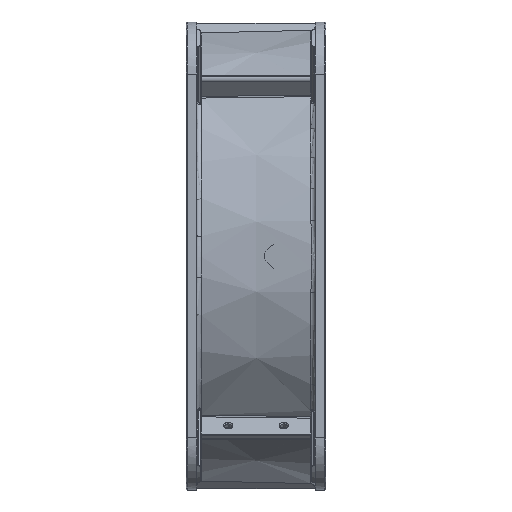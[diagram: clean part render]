
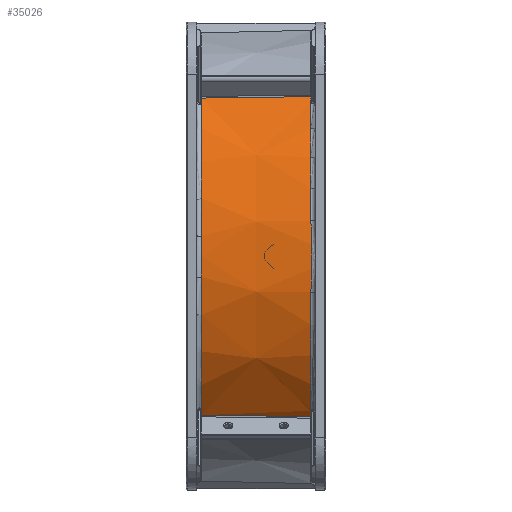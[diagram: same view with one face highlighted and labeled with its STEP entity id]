
A CAD part, left-side view. The second image highlights one B-rep face of the part: STEP entity #35026.
In plain terms, the highlighted conical face has half-angle 1 degrees and reference radius 99.64 mm.
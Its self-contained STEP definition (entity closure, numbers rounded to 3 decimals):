
#1951=CARTESIAN_POINT('',(0.245,-42.835,
-0.255));
#1952=DIRECTION('',(0.,-1.,0.));
#1953=DIRECTION('',(-0.746,0.,0.666));
#1954=AXIS2_PLACEMENT_3D('',#1951,#1952,#1953);
#1956=CARTESIAN_POINT('',(-74.285,-42.835,
66.367));
#2004=CARTESIAN_POINT('',(-74.547,-42.835,
-66.644));
#2006=CARTESIAN_POINT('',(0.408,-42.835,
-0.253));
#2007=DIRECTION('',(0.,-1.,0.));
#2008=DIRECTION('',(-0.988,0.,-0.155));
#2009=AXIS2_PLACEMENT_3D('',#2006,#2007,#2008);
#10967=CARTESIAN_POINT('',(0.4,4.465,
-0.257));
#10968=DIRECTION('',(0.,1.,0.));
#10969=DIRECTION('',(-0.724,0.,-0.689));
#10970=AXIS2_PLACEMENT_3D('',#10967,#10968,#10969);
#11030=CARTESIAN_POINT('',(0.247,4.465,
-0.257));
#11031=DIRECTION('',(0.,1.,0.));
#11032=DIRECTION('',(-0.996,0.,0.089));
#11033=AXIS2_PLACEMENT_3D('',#11030,#11031,#11032);
#11410=DIRECTION('',(0.012,1.,0.012));
#11411=VECTOR('',#11410,47.281);
#11412=CARTESIAN_POINT('',(-72.107,-42.809,
-69.296));
#11413=LINE('',#11412,#11411);
#11414=CARTESIAN_POINT('',(-98.502,4.465,
8.547));
#11415=CARTESIAN_POINT('',(-98.633,4.465,
7.08));
#11416=CARTESIAN_POINT('',(-98.831,4.49,
4.141));
#11417=CARTESIAN_POINT('',(-98.928,4.513,
-0.284));
#11418=CARTESIAN_POINT('',(-98.829,4.49,
-4.693));
#11419=CARTESIAN_POINT('',(-98.634,4.465,
-7.624));
#11420=CARTESIAN_POINT('',(-98.503,4.465,
-9.088));
#11422=DIRECTION('',(-0.012,-1.,0.013));
#11423=VECTOR('',#11422,47.281);
#11424=CARTESIAN_POINT('',(-71.497,4.465,
68.17));
#11425=LINE('',#11424,#11423);
#11426=CARTESIAN_POINT('',(0.329,-42.809,
-0.284));
#11427=DIRECTION('',(0.,-1.,0.));
#11428=DIRECTION('',(-0.724,0.,0.69));
#11429=AXIS2_PLACEMENT_3D('',#11426,#11427,#11428);
#11431=CARTESIAN_POINT('',(-74.135,-42.809,
66.537));
#11432=CARTESIAN_POINT('',(-74.162,-42.809,
66.506));
#11433=CARTESIAN_POINT('',(-74.215,-42.814,
66.449));
#11434=CARTESIAN_POINT('',(-74.262,-42.827,
66.393));
#11435=CARTESIAN_POINT('',(-74.285,-42.835,
66.367));
#11437=CARTESIAN_POINT('',(-98.52,-42.835,
-15.735));
#11438=CARTESIAN_POINT('',(-98.62,-42.835,
-15.093));
#11439=CARTESIAN_POINT('',(-98.808,-42.85,
-13.808));
#11440=CARTESIAN_POINT('',(-99.135,-42.924,
-11.233));
#11441=CARTESIAN_POINT('',(-99.451,-43.063,
-8.009));
#11442=CARTESIAN_POINT('',(-99.679,-43.219,
-4.12));
#11443=CARTESIAN_POINT('',(-99.754,-43.282,
-0.233));
#11444=CARTESIAN_POINT('',(-99.677,-43.217,
3.639));
#11445=CARTESIAN_POINT('',(-99.448,-43.062,
7.5));
#11446=CARTESIAN_POINT('',(-99.133,-42.923,
10.709));
#11447=CARTESIAN_POINT('',(-98.807,-42.85,
13.271));
#11448=CARTESIAN_POINT('',(-98.618,-42.835,
14.551));
#11449=CARTESIAN_POINT('',(-98.518,-42.835,
15.19));
#11451=CARTESIAN_POINT('',(-74.547,-42.835,
-66.644));
#11452=CARTESIAN_POINT('',(-74.523,-42.826,
-66.671));
#11453=CARTESIAN_POINT('',(-74.472,-42.813,
-66.725));
#11454=CARTESIAN_POINT('',(-74.421,-42.809,
-66.783));
#11455=CARTESIAN_POINT('',(-74.395,-42.809,
-66.812));
#11457=CARTESIAN_POINT('',(0.329,-42.809,
-0.284));
#11458=DIRECTION('',(0.,-1.,0.));
#11459=DIRECTION('',(-0.747,0.,-0.665));
#11460=AXIS2_PLACEMENT_3D('',#11457,#11458,#11459);
#13911=VERTEX_POINT('',#11437);
#13912=VERTEX_POINT('',#11449);
#13913=VERTEX_POINT('',#11414);
#13914=VERTEX_POINT('',#11420);
#15673=VERTEX_POINT('',#2004);
#15675=VERTEX_POINT('',#11455);
#15742=VERTEX_POINT('',#1956);
#15744=VERTEX_POINT('',#11431);
#15746=CARTESIAN_POINT('',(-72.063,-42.809,
68.776));
#15747=VERTEX_POINT('',#15746);
#15752=CARTESIAN_POINT('',(-71.497,4.465,
68.17));
#15753=VERTEX_POINT('',#15752);
#16487=CARTESIAN_POINT('',(-72.107,-42.809,
-69.296));
#16488=VERTEX_POINT('',#16487);
#16489=CARTESIAN_POINT('',(-71.525,4.465,
-68.714));
#16490=VERTEX_POINT('',#16489);
#35002=CARTESIAN_POINT('',(0.329,-19.379,
-0.284));
#35003=DIRECTION('',(0.,-1.,0.));
#35004=DIRECTION('',(-0.711,0.,-0.704));
#35005=AXIS2_PLACEMENT_3D('',#35002,#35003,#35004);
#35006=CONICAL_SURFACE('',#35005,99.64,1.);
#35008=ORIENTED_EDGE('',*,*,#35007,.T.);
#35009=ORIENTED_EDGE('',*,*,#34241,.T.);
#35010=ORIENTED_EDGE('',*,*,#34306,.F.);
#35011=ORIENTED_EDGE('',*,*,#34330,.T.);
#35013=ORIENTED_EDGE('',*,*,#35012,.T.);
#35015=ORIENTED_EDGE('',*,*,#35014,.T.);
#35016=ORIENTED_EDGE('',*,*,#34993,.T.);
#35017=ORIENTED_EDGE('',*,*,#20353,.T.);
#35018=ORIENTED_EDGE('',*,*,#20457,.F.);
#35019=ORIENTED_EDGE('',*,*,#20474,.T.);
#35021=ORIENTED_EDGE('',*,*,#35020,.T.);
#35023=ORIENTED_EDGE('',*,*,#35022,.T.);
#35024=EDGE_LOOP('',(#35008,#35009,#35010,#35011,#35013,#35015,#35016,#35017,
#35018,#35019,#35021,#35023));
#35025=FACE_OUTER_BOUND('',#35024,.F.);
#1955=CIRCLE('',#1954,99.965);
#2010=CIRCLE('',#2009,100.132);
#10971=CIRCLE('',#10970,99.297);
#11034=CIRCLE('',#11033,99.142);
#11421=B_SPLINE_CURVE_WITH_KNOTS('',3,(#11414,#11415,#11416,#11417,#11418,
#11419,#11420),.UNSPECIFIED.,.F.,.F.,(4,1,1,1,4),(0.,0.25,0.5,0.75,
1.),.UNSPECIFIED.);
#11430=CIRCLE('',#11429,100.049);
#11436=B_SPLINE_CURVE_WITH_KNOTS('',3,(#11431,#11432,#11433,#11434,#11435),
.UNSPECIFIED.,.F.,.F.,(4,1,4),(0.,0.5,1.),.UNSPECIFIED.);
#11450=B_SPLINE_CURVE_WITH_KNOTS('',3,(#11437,#11438,#11439,#11440,#11441,
#11442,#11443,#11444,#11445,#11446,#11447,#11448,#11449),.UNSPECIFIED.,.F.,.F.,(
4,1,1,1,1,1,1,1,1,1,4),(0.,0.063,0.125,0.25,0.375,0.5,0.625,
0.75,0.875,0.938,1.),.UNSPECIFIED.);
#11456=B_SPLINE_CURVE_WITH_KNOTS('',3,(#11451,#11452,#11453,#11454,#11455),
.UNSPECIFIED.,.F.,.F.,(4,1,4),(0.,0.5,1.),.UNSPECIFIED.);
#11461=CIRCLE('',#11460,100.049);
#20353=EDGE_CURVE('',#15742,#13912,#1955,.T.);
#20457=EDGE_CURVE('',#13911,#13912,#11450,.T.);
#20474=EDGE_CURVE('',#13911,#15673,#2010,.T.);
#34241=EDGE_CURVE('',#16490,#13914,#10971,.T.);
#34306=EDGE_CURVE('',#13913,#13914,#11421,.T.);
#34330=EDGE_CURVE('',#13913,#15753,#11034,.T.);
#34993=EDGE_CURVE('',#15744,#15742,#11436,.T.);
#35007=EDGE_CURVE('',#16488,#16490,#11413,.T.);
#35012=EDGE_CURVE('',#15753,#15747,#11425,.T.);
#35014=EDGE_CURVE('',#15747,#15744,#11430,.T.);
#35020=EDGE_CURVE('',#15673,#15675,#11456,.T.);
#35022=EDGE_CURVE('',#15675,#16488,#11461,.T.);
#35026=ADVANCED_FACE('',(#35025),#35006,.T.);
